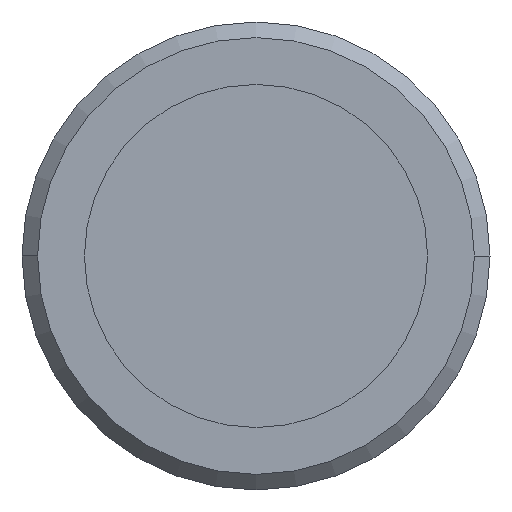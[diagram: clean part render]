
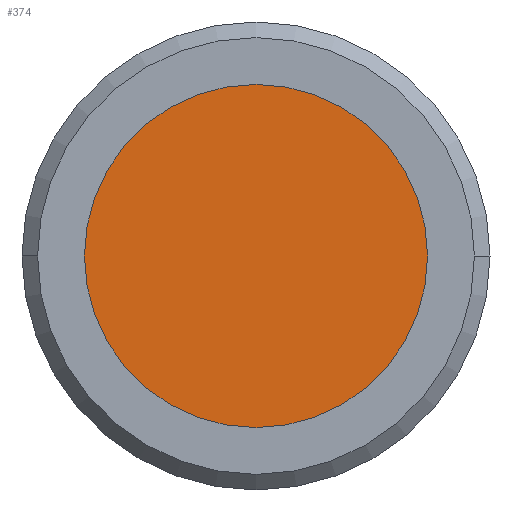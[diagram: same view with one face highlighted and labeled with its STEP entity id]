
A CAD part, front view. The second image highlights one B-rep face of the part: STEP entity #374.
In plain terms, the highlighted planar face has unit normal (0, -1, 0).
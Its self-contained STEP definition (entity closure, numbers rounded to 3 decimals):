
#33=CARTESIAN_POINT('',(-4.884,2.29,0.436));
#34=DIRECTION('',(0.,1.,0.));
#35=DIRECTION('',(1.,0.,0.));
#36=AXIS2_PLACEMENT_3D('',#33,#34,#35);
#38=CARTESIAN_POINT('',(-4.884,2.29,0.436));
#39=DIRECTION('',(0.,1.,0.));
#40=DIRECTION('',(-1.,0.,0.));
#41=AXIS2_PLACEMENT_3D('',#38,#39,#40);
#287=CARTESIAN_POINT('',(-3.784,2.29,0.436));
#288=CARTESIAN_POINT('',(-5.984,2.29,0.436));
#289=VERTEX_POINT('',#287);
#290=VERTEX_POINT('',#288);
#363=CARTESIAN_POINT('',(-4.884,2.29,0.436));
#364=DIRECTION('',(0.,1.,0.));
#365=DIRECTION('',(1.,0.,0.));
#366=AXIS2_PLACEMENT_3D('',#363,#364,#365);
#367=PLANE('',#366);
#369=ORIENTED_EDGE('',*,*,#368,.T.);
#371=ORIENTED_EDGE('',*,*,#370,.T.);
#372=EDGE_LOOP('',(#369,#371));
#373=FACE_OUTER_BOUND('',#372,.F.);
#374=ADVANCED_FACE('',(#373),#367,.F.);
#37=CIRCLE('',#36,1.1);
#42=CIRCLE('',#41,1.1);
#368=EDGE_CURVE('',#289,#290,#37,.T.);
#370=EDGE_CURVE('',#290,#289,#42,.T.);
